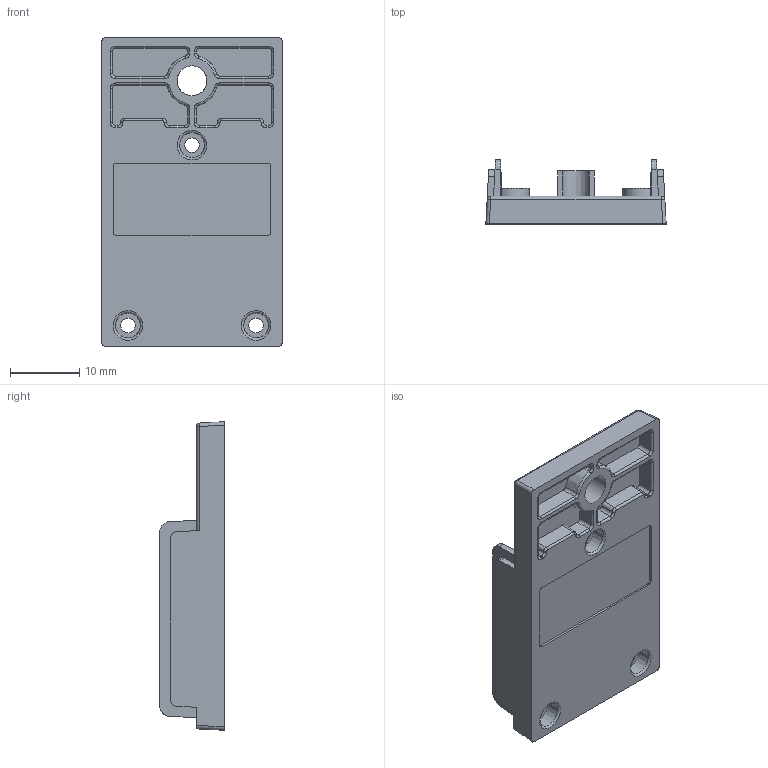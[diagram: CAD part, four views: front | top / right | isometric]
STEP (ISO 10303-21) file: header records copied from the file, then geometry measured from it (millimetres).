
FILE_DESCRIPTION(/* description */ (''),/* implementation_level */ '2;1');
FILE_NAME(/* name */ 'Bottom.ipt.step',/* time_stamp */ '2020-04-16T23:16:30-04:00',/* author */ ('Jordan'),/* organization */ (''),/* preprocessor_version */ 'ST-DEVELOPER v17',/* originating_system */ 'Autodesk Inventor 2019',/* authorisation */ '');
FILE_SCHEMA (('AUTOMOTIVE_DESIGN { 1 0 10303 214 3 1 1 }'));
Length unit declared in the file: inch
Products named in the file (1): Bottom
Bounding box: 26 x 9.3 x 44.5 mm (x, y, z)
Volume: 2930.6 mm3; surface area: 4280.4 mm2
Topology: 1 solids, 1 shells, 274 faces, 730 edges, 468 vertices
Faces by surface type: plane 125, cylinder 62, cone 39, torus 28, bspline 18, sphere 2
Full cylindrical faces by diameter (mm): 2.1 x3, 4.3 x1
Entity records: 10661 total; most frequent: CARTESIAN_POINT 3769, ORIENTED_EDGE 1460, DIRECTION 1428, EDGE_CURVE 730, AXIS2_PLACEMENT_3D 511, VERTEX_POINT 468, LINE 406, VECTOR 406
